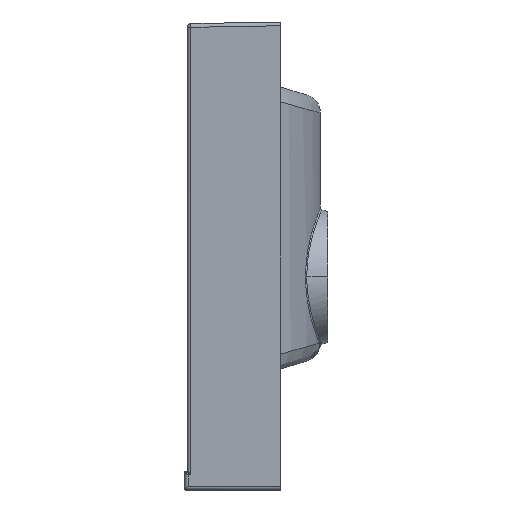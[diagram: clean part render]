
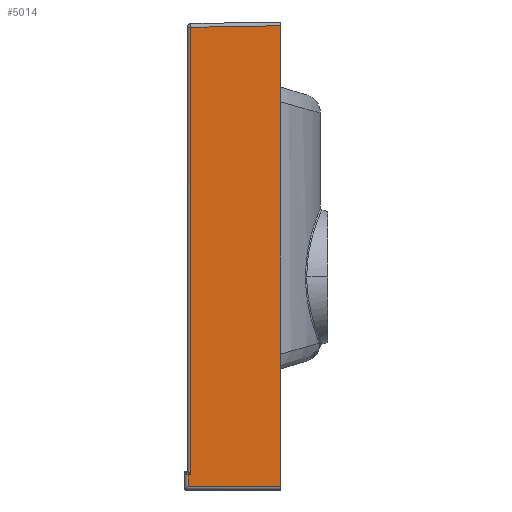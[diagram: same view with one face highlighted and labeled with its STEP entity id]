
A CAD part, left-side view. The second image highlights one B-rep face of the part: STEP entity #5014.
In plain terms, the highlighted planar face has unit normal (-1, 0.018, 0).
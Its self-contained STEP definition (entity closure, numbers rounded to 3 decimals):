
#34 = PLANE ( 'NONE',  #7329 ) ;
#324 = CARTESIAN_POINT ( 'NONE',  ( -448.323, -3.93, -78.307 ) ) ;
#341 = EDGE_CURVE ( 'NONE', #7013, #2438, #1662, .T. ) ;
#606 = VERTEX_POINT ( 'NONE', #6116 ) ;
#1049 = CARTESIAN_POINT ( 'NONE',  ( -450., -100., 405.049 ) ) ;
#1066 = ORIENTED_EDGE ( 'NONE', *, *, #2638, .T. ) ;
#1118 = ORIENTED_EDGE ( 'NONE', *, *, #2512, .T. ) ;
#1137 = CARTESIAN_POINT ( 'NONE',  ( -448.214, 2.308, -79.407 ) ) ;
#1316 = VECTOR ( 'NONE', #4340, 1000. ) ;
#1662 = LINE ( 'NONE', #4008, #3544 ) ;
#2015 = CARTESIAN_POINT ( 'NONE',  ( -448.256, -0.07, 399.305 ) ) ;
#2103 = EDGE_CURVE ( 'NONE', #606, #5767, #5955, .T. ) ;
#2359 = CARTESIAN_POINT ( 'NONE',  ( -450., -100., 405.049 ) ) ;
#2438 = VERTEX_POINT ( 'NONE', #4136 ) ;
#2498 = ORIENTED_EDGE ( 'NONE', *, *, #341, .T. ) ;
#2512 = EDGE_CURVE ( 'NONE', #2438, #6358, #7026, .T. ) ;
#2562 = CARTESIAN_POINT ( 'NONE',  ( -448.323, -3.93, -74.951 ) ) ;
#2638 = EDGE_CURVE ( 'NONE', #5767, #7013, #6302, .T. ) ;
#2843 = EDGE_LOOP ( 'NONE', ( #2498, #1118, #4497, #4551, #5870, #1066 ) ) ;
#3411 = DIRECTION ( 'NONE',  ( 0., 0., -1. ) ) ;
#3508 = DIRECTION ( 'NONE',  ( 0.017, 0.985, -0.174 ) ) ;
#3524 = FACE_OUTER_BOUND ( 'NONE', #2843, .T. ) ;
#3544 = VECTOR ( 'NONE', #6240, 1000. ) ;
#3573 = VERTEX_POINT ( 'NONE', #5625 ) ;
#3664 = VECTOR ( 'NONE', #3411, 1000. ) ;
#3692 = CARTESIAN_POINT ( 'NONE',  ( -450., -100., -90.951 ) ) ;
#4008 = CARTESIAN_POINT ( 'NONE',  ( -448.271, -0.93, -94.951 ) ) ;
#4058 = CARTESIAN_POINT ( 'NONE',  ( -448.271, -0.93, -78.836 ) ) ;
#4136 = CARTESIAN_POINT ( 'NONE',  ( -448.271, -0.93, -90.951 ) ) ;
#4340 = DIRECTION ( 'NONE',  ( 0.017, 1., -0.017 ) ) ;
#4497 = ORIENTED_EDGE ( 'NONE', *, *, #7254, .F. ) ;
#4551 = ORIENTED_EDGE ( 'NONE', *, *, #6854, .T. ) ;
#4660 = DIRECTION ( 'NONE',  ( -1., 0.017, 0. ) ) ;
#4854 = DIRECTION ( 'NONE',  ( 0., 0., -1. ) ) ;
#5014 = ADVANCED_FACE ( 'NONE', ( #3524 ), #34, .T. ) ;
#5625 = CARTESIAN_POINT ( 'NONE',  ( -450., -100., 401.05 ) ) ;
#5767 = VERTEX_POINT ( 'NONE', #324 ) ;
#5870 = ORIENTED_EDGE ( 'NONE', *, *, #2103, .T. ) ;
#5924 = DIRECTION ( 'NONE',  ( -0.017, -1., 0. ) ) ;
#5955 = LINE ( 'NONE', #2562, #6370 ) ;
#6116 = CARTESIAN_POINT ( 'NONE',  ( -448.323, -3.93, 399.373 ) ) ;
#6211 = LINE ( 'NONE', #1049, #3664 ) ;
#6240 = DIRECTION ( 'NONE',  ( 0., 0., -1. ) ) ;
#6302 = LINE ( 'NONE', #1137, #6474 ) ;
#6358 = VERTEX_POINT ( 'NONE', #6642 ) ;
#6370 = VECTOR ( 'NONE', #4854, 1000. ) ;
#6474 = VECTOR ( 'NONE', #3508, 1000. ) ;
#6609 = VECTOR ( 'NONE', #5924, 1000. ) ;
#6642 = CARTESIAN_POINT ( 'NONE',  ( -450., -100., -90.951 ) ) ;
#6854 = EDGE_CURVE ( 'NONE', #3573, #606, #7136, .T. ) ;
#6907 = DIRECTION ( 'NONE',  ( -0.017, -1., 0. ) ) ;
#7013 = VERTEX_POINT ( 'NONE', #4058 ) ;
#7026 = LINE ( 'NONE', #3692, #6609 ) ;
#7136 = LINE ( 'NONE', #2015, #1316 ) ;
#7254 = EDGE_CURVE ( 'NONE', #3573, #6358, #6211, .T. ) ;
#7329 = AXIS2_PLACEMENT_3D ( 'NONE', #2359, #4660, #6907 ) ;
